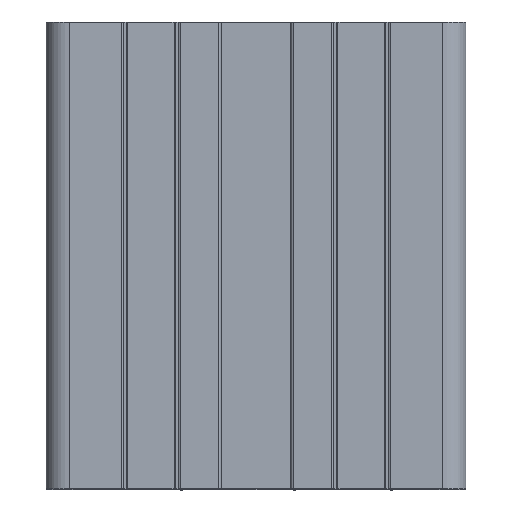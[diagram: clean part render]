
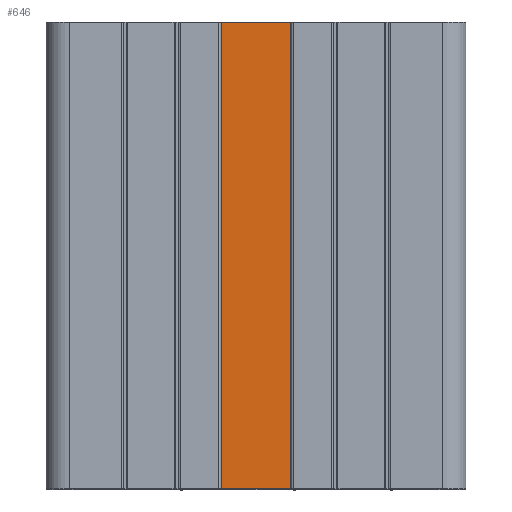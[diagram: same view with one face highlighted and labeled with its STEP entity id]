
A CAD part, top view. The second image highlights one B-rep face of the part: STEP entity #646.
In plain terms, the highlighted planar face has unit normal (0, 0, 1).
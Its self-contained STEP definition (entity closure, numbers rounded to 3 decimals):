
#646 = ADVANCED_FACE( '', ( #1544 ), #1545, .F. );
#1544 = FACE_OUTER_BOUND( '', #2711, .T. );
#1545 = PLANE( '', #2712 );
#2711 = EDGE_LOOP( '', ( #4477, #4478, #4479, #4480 ) );
#2712 = AXIS2_PLACEMENT_3D( '', #4481, #4482, #4483 );
#4477 = ORIENTED_EDGE( '', *, *, #7861, .T. );
#4478 = ORIENTED_EDGE( '', *, *, #7862, .F. );
#4479 = ORIENTED_EDGE( '', *, *, #7863, .F. );
#4480 = ORIENTED_EDGE( '', *, *, #7529, .T. );
#4481 = CARTESIAN_POINT( '', ( -7.5, 100., 89. ) );
#4482 = DIRECTION( '', ( 0., 0., -1. ) );
#4483 = DIRECTION( '', ( 0., 1., 0. ) );
#7529 = EDGE_CURVE( '', #9225, #9223, #9226, .T. );
#7861 = EDGE_CURVE( '', #9223, #9783, #9784, .T. );
#7862 = EDGE_CURVE( '', #9785, #9783, #9786, .T. );
#7863 = EDGE_CURVE( '', #9225, #9785, #9787, .T. );
#9223 = VERTEX_POINT( '', #11648 );
#9225 = VERTEX_POINT( '', #11651 );
#9226 = LINE( '', #11652, #11653 );
#9783 = VERTEX_POINT( '', #12430 );
#9784 = LINE( '', #12431, #12432 );
#9785 = VERTEX_POINT( '', #12433 );
#9786 = LINE( '', #12434, #12435 );
#9787 = LINE( '', #12436, #12437 );
#11648 = CARTESIAN_POINT( '', ( -7.5, 0., 89. ) );
#11651 = CARTESIAN_POINT( '', ( -7.5, 100., 89. ) );
#11652 = CARTESIAN_POINT( '', ( -7.5, 100., 89. ) );
#11653 = VECTOR( '', #14480, 1000. );
#12430 = CARTESIAN_POINT( '', ( 7.5, 0., 89. ) );
#12431 = CARTESIAN_POINT( '', ( -7.5, 0., 89. ) );
#12432 = VECTOR( '', #14815, 1000. );
#12433 = CARTESIAN_POINT( '', ( 7.5, 100., 89. ) );
#12434 = CARTESIAN_POINT( '', ( 7.5, 100., 89. ) );
#12435 = VECTOR( '', #14816, 1000. );
#12436 = CARTESIAN_POINT( '', ( -7.5, 100., 89. ) );
#12437 = VECTOR( '', #14817, 1000. );
#14480 = DIRECTION( '', ( 0., -1., 0. ) );
#14815 = DIRECTION( '', ( 1., 0., 0. ) );
#14816 = DIRECTION( '', ( 0., -1., 0. ) );
#14817 = DIRECTION( '', ( 1., 0., 0. ) );
